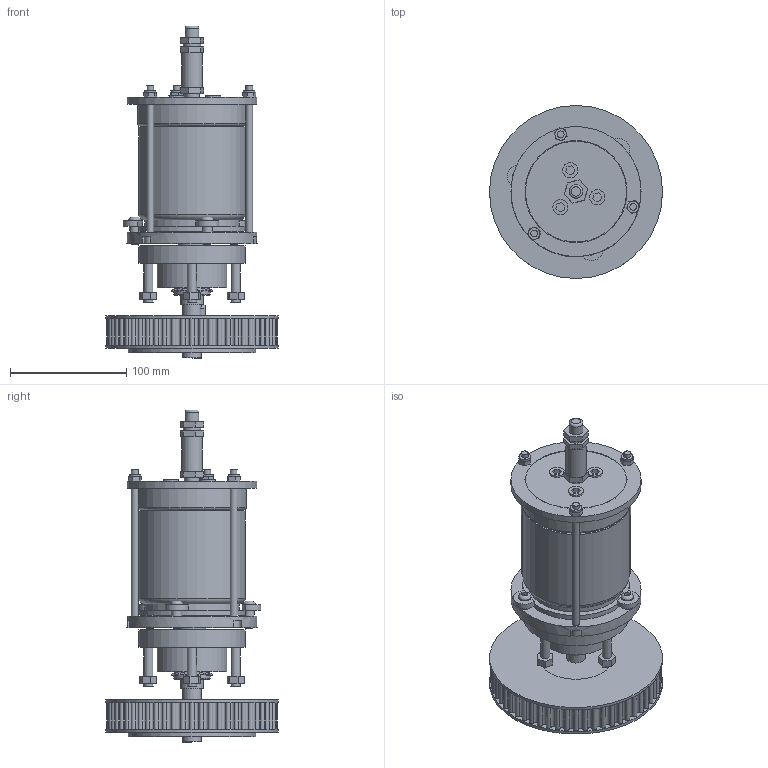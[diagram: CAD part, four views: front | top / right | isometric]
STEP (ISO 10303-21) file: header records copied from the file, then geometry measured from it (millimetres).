
FILE_DESCRIPTION(/* description */ (''),/* implementation_level */ '2;1');
FILE_NAME(/* name */ 'BV_Assembly.step',/* time_stamp */ '2024-05-09T15:54:31+01:00',/* author */ (''),/* organization */ (''),/* preprocessor_version */ 'ST-DEVELOPER v20',/* originating_system */ 'Autodesk Translation Framework v12.20.1.177',/* authorisation */ '');
FILE_SCHEMA (('AUTOMOTIVE_DESIGN { 1 0 10303 214 3 1 1 }'));
Length unit declared in the file: millimetre
Products named in the file (25): BV_Assembly; BV-01; ABGEB7004-N_h; bearing_7004; ABGEB7004-N_r; BOLT4-10; BV-02; BV-03; BV-04; BV-05; BV-06; BV-07; BV-08; BV-09; BV-10; BV-11; BV-12; BV-13; BV-14; BV-17; BV-15; BV-16; BV-19; 2012_Taper_Lock_Bush; Assembly_C_140mm_Arm_Pulley
Assembly tree (44 placements, depth 3):
  BV_Assembly
    BV-01
      ABGEB7004-N_h
      bearing_7004  x2
      ABGEB7004-N_r
      BOLT4-10  x4
    BV-02  x4
    BV-03  x4
    BV-04
    BV-05
    BV-06
    BV-07
    BV-08  x3
    BV-09  x3
    BV-10
    BV-11
    BV-12
    BV-13  x3
    BV-14  x3
    BV-17
    BV-15  x3
    BV-16
    BV-19
    2012_Taper_Lock_Bush
    Assembly_C_140mm_Arm_Pulley
Bounding box: 149 x 149 x 286 mm (x, y, z)
Volume: 1048218.6 mm3; surface area: 296595.3 mm2
Topology: 43 solids, 43 shells, 799 faces, 1805 edges, 1153 vertices
Faces by surface type: plane 430, cylinder 280, cone 65, torus 21, bspline 3
Full cylindrical faces by diameter (mm): 3.242 x4, 4 x4, 4.5 x4, 5.035 x6, 5.884 x6, 6 x6, 6.2 x3, 6.779 x4, 7 x4, 7.866 x4, 8 x4, 8.707 x1, 9 x7, 9.621 x1, 10 x6, 10.5 x3, 11 x4, 11.668 x4, 12 x1, 13 x4, 13.032 x4, 14 x4, 15 x1, 16 x1, 18 x1, 18.917 x1, 19.884 x1, 20 x3, 24 x1, 26 x1
Entity records: 16803 total; most frequent: DIRECTION 3030, CARTESIAN_POINT 2939, ORIENTED_EDGE 2530, EDGE_CURVE 1265, AXIS2_PLACEMENT_3D 1221, VERTEX_POINT 812, EDGE_LOOP 665, CIRCLE 608
